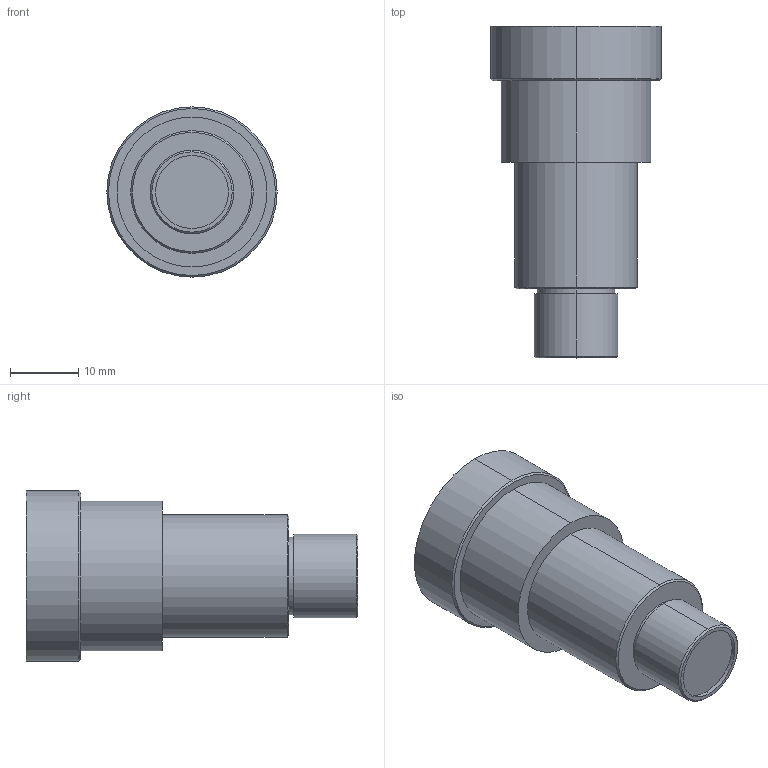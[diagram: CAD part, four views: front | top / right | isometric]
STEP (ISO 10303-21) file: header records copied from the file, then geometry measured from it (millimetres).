
FILE_DESCRIPTION (( 'STEP AP214' ), '1' );
FILE_NAME ('L049-50-M12.STEP', '', ( '' ), ( '' ), '', '', '' );
FILE_SCHEMA (( 'AUTOMOTIVE_DESIGN' ));
Length unit declared in the file: millimetre
Products named in the file (1): L049-50-m12
Bounding box: 25 x 48.7 x 25 mm (x, y, z)
Volume: 13537.2 mm3; surface area: 4144.2 mm2
Topology: 1 solids, 1 shells, 46 faces, 92 edges, 59 vertices
Faces by surface type: cylinder 24, plane 12, cone 8, sphere 2
Entity records: 1287 total; most frequent: DIRECTION 246, CARTESIAN_POINT 198, ORIENTED_EDGE 184, AXIS2_PLACEMENT_3D 107, EDGE_CURVE 92, CIRCLE 60, VERTEX_POINT 59, EDGE_LOOP 57
